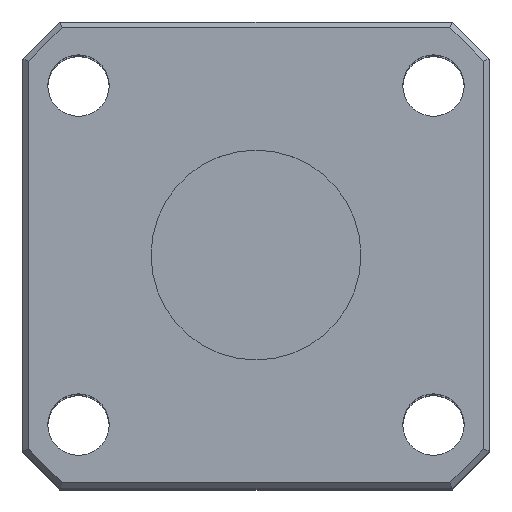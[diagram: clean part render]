
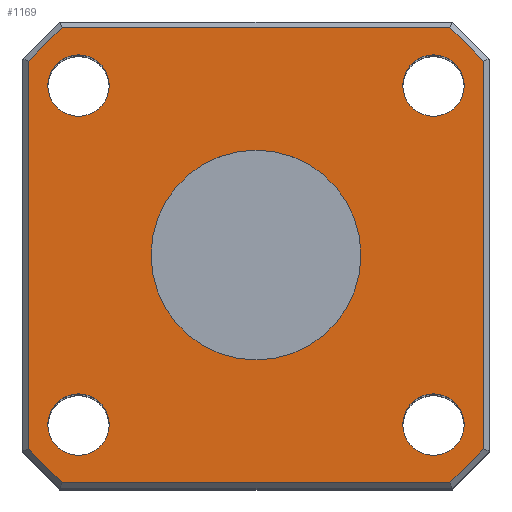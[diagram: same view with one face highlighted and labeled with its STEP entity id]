
A CAD part, top view. The second image highlights one B-rep face of the part: STEP entity #1169.
In plain terms, the highlighted planar face has unit normal (0, 0, 1).
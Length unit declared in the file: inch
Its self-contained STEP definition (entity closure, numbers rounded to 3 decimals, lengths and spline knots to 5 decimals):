
#1 = DIRECTION ( 'NONE',  ( 0.707, 0.707, 0. ) ) ;
#12 = CARTESIAN_POINT ( 'NONE',  ( -0.07414, 0.87, 2. ) ) ;
#22 = CARTESIAN_POINT ( 'NONE',  ( -0.775, 0.76, 2. ) ) ;
#59 = CARTESIAN_POINT ( 'NONE',  ( -0.87, 0.07414, 2. ) ) ;
#80 = EDGE_CURVE ( 'NONE', #1666, #1781, #323, .T. ) ;
#86 = VECTOR ( 'NONE', #1, 39.37008 ) ;
#128 = DIRECTION ( 'NONE',  ( 1., 0., 0. ) ) ;
#132 = DIRECTION ( 'NONE',  ( 1., 0., 0. ) ) ;
#138 = AXIS2_PLACEMENT_3D ( 'NONE', #1043, #1442, #1306 ) ;
#150 = CARTESIAN_POINT ( 'NONE',  ( -0.80586, 0.01, 2. ) ) ;
#189 = EDGE_CURVE ( 'NONE', #1579, #1579, #705, .T. ) ;
#198 = EDGE_CURVE ( 'NONE', #646, #1073, #1738, .T. ) ;
#219 = VECTOR ( 'NONE', #1474, 39.37008 ) ;
#222 = ORIENTED_EDGE ( 'NONE', *, *, #707, .F. ) ;
#233 = CARTESIAN_POINT ( 'NONE',  ( -0.775, 0.12, 2. ) ) ;
#238 = EDGE_CURVE ( 'NONE', #1562, #301, #1281, .T. ) ;
#251 = VERTEX_POINT ( 'NONE', #752 ) ;
#253 = VECTOR ( 'NONE', #1717, 39.37008 ) ;
#269 = VECTOR ( 'NONE', #1691, 39.37008 ) ;
#290 = EDGE_LOOP ( 'NONE', ( #1511 ) ) ;
#301 = VERTEX_POINT ( 'NONE', #995 ) ;
#302 = DIRECTION ( 'NONE',  ( 0., 0., 1. ) ) ;
#323 = LINE ( 'NONE', #1659, #931 ) ;
#365 = CARTESIAN_POINT ( 'NONE',  ( -0.242, 0.44, 2. ) ) ;
#400 = EDGE_CURVE ( 'NONE', #1630, #1152, #1682, .T. ) ;
#404 = CARTESIAN_POINT ( 'NONE',  ( -0.39793, -0.39793, 2. ) ) ;
#410 = DIRECTION ( 'NONE',  ( 1., 0., 0. ) ) ;
#464 = CIRCLE ( 'NONE', #1138, 0.198 ) ;
#470 = FACE_BOUND ( 'NONE', #1095, .T. ) ;
#473 = EDGE_LOOP ( 'NONE', ( #1387, #1611, #682, #628, #783, #1751, #954, #1249 ) ) ;
#480 = EDGE_CURVE ( 'NONE', #868, #868, #464, .T. ) ;
#491 = LINE ( 'NONE', #1392, #86 ) ;
#492 = VERTEX_POINT ( 'NONE', #1745 ) ;
#512 = FACE_BOUND ( 'NONE', #919, .T. ) ;
#521 = EDGE_CURVE ( 'NONE', #301, #646, #491, .T. ) ;
#540 = LINE ( 'NONE', #1439, #253 ) ;
#587 = CARTESIAN_POINT ( 'NONE',  ( -0.87, 0.80586, 2. ) ) ;
#615 = CARTESIAN_POINT ( 'NONE',  ( -0.047, 0.76, 2. ) ) ;
#616 = CARTESIAN_POINT ( 'NONE',  ( -0.01, 0.80586, 2. ) ) ;
#628 = ORIENTED_EDGE ( 'NONE', *, *, #1592, .T. ) ;
#632 = EDGE_LOOP ( 'NONE', ( #222 ) ) ;
#646 = VERTEX_POINT ( 'NONE', #1068 ) ;
#669 = DIRECTION ( 'NONE',  ( 1., 0., 0. ) ) ;
#682 = ORIENTED_EDGE ( 'NONE', *, *, #400, .T. ) ;
#686 = VECTOR ( 'NONE', #132, 39.37008 ) ;
#691 = DIRECTION ( 'NONE',  ( -0.707, -0.707, 0. ) ) ;
#693 = CARTESIAN_POINT ( 'NONE',  ( -0.07, 0.01, 2. ) ) ;
#705 = CIRCLE ( 'NONE', #1762, 0.058 ) ;
#707 = EDGE_CURVE ( 'NONE', #251, #251, #1668, .T. ) ;
#752 = CARTESIAN_POINT ( 'NONE',  ( -0.717, 0.12, 2. ) ) ;
#773 = DIRECTION ( 'NONE',  ( 0., 0., 1. ) ) ;
#783 = ORIENTED_EDGE ( 'NONE', *, *, #80, .T. ) ;
#788 = LINE ( 'NONE', #1534, #1223 ) ;
#798 = DIRECTION ( 'NONE',  ( 0., -1., 0. ) ) ;
#831 = DIRECTION ( 'NONE',  ( 1., 0., 0. ) ) ;
#854 = EDGE_CURVE ( 'NONE', #492, #492, #1384, .T. ) ;
#868 = VERTEX_POINT ( 'NONE', #365 ) ;
#908 = EDGE_CURVE ( 'NONE', #1781, #1562, #1218, .T. ) ;
#919 = EDGE_LOOP ( 'NONE', ( #1415 ) ) ;
#931 = VECTOR ( 'NONE', #798, 39.37008 ) ;
#954 = ORIENTED_EDGE ( 'NONE', *, *, #238, .T. ) ;
#958 = FACE_BOUND ( 'NONE', #290, .T. ) ;
#987 = DIRECTION ( 'NONE',  ( 0., 0., 1. ) ) ;
#995 = CARTESIAN_POINT ( 'NONE',  ( -0.07414, 0.01, 2. ) ) ;
#999 = VECTOR ( 'NONE', #1101, 39.37008 ) ;
#1043 = CARTESIAN_POINT ( 'NONE',  ( 0., 0., 2. ) ) ;
#1061 = DIRECTION ( 'NONE',  ( 1., 0., 0. ) ) ;
#1068 = CARTESIAN_POINT ( 'NONE',  ( -0.01, 0.07414, 2. ) ) ;
#1073 = VERTEX_POINT ( 'NONE', #616 ) ;
#1078 = CIRCLE ( 'NONE', #1722, 0.058 ) ;
#1095 = EDGE_LOOP ( 'NONE', ( #1473 ) ) ;
#1097 = VERTEX_POINT ( 'NONE', #1471 ) ;
#1101 = DIRECTION ( 'NONE',  ( 0., 1., 0. ) ) ;
#1102 = DIRECTION ( 'NONE',  ( 0., 0., 1. ) ) ;
#1138 = AXIS2_PLACEMENT_3D ( 'NONE', #1550, #1102, #410 ) ;
#1152 = VERTEX_POINT ( 'NONE', #1331 ) ;
#1162 = PLANE ( 'NONE',  #138 ) ;
#1169 = ADVANCED_FACE ( 'NONE', ( #958, #1238, #1340, #1538, #512, #470 ), #1162, .T. ) ;
#1218 = LINE ( 'NONE', #404, #269 ) ;
#1223 = VECTOR ( 'NONE', #691, 39.37008 ) ;
#1238 = FACE_OUTER_BOUND ( 'NONE', #473, .T. ) ;
#1249 = ORIENTED_EDGE ( 'NONE', *, *, #521, .T. ) ;
#1256 = CARTESIAN_POINT ( 'NONE',  ( -0.105, 0.76, 2. ) ) ;
#1262 = CARTESIAN_POINT ( 'NONE',  ( -0.105, 0.12, 2. ) ) ;
#1281 = LINE ( 'NONE', #693, #686 ) ;
#1306 = DIRECTION ( 'NONE',  ( 1., 0., 0. ) ) ;
#1330 = CARTESIAN_POINT ( 'NONE',  ( -0.81, 0.87, 2. ) ) ;
#1331 = CARTESIAN_POINT ( 'NONE',  ( -0.80586, 0.87, 2. ) ) ;
#1340 = FACE_BOUND ( 'NONE', #632, .T. ) ;
#1366 = ORIENTED_EDGE ( 'NONE', *, *, #1546, .F. ) ;
#1384 = CIRCLE ( 'NONE', #1709, 0.058 ) ;
#1387 = ORIENTED_EDGE ( 'NONE', *, *, #198, .T. ) ;
#1392 = CARTESIAN_POINT ( 'NONE',  ( -0.04207, 0.04207, 2. ) ) ;
#1395 = DIRECTION ( 'NONE',  ( 0., 0., 1. ) ) ;
#1415 = ORIENTED_EDGE ( 'NONE', *, *, #189, .F. ) ;
#1439 = CARTESIAN_POINT ( 'NONE',  ( 0.39793, 0.39793, 2. ) ) ;
#1442 = DIRECTION ( 'NONE',  ( 0., 0., 1. ) ) ;
#1471 = CARTESIAN_POINT ( 'NONE',  ( -0.717, 0.76, 2. ) ) ;
#1473 = ORIENTED_EDGE ( 'NONE', *, *, #854, .F. ) ;
#1474 = DIRECTION ( 'NONE',  ( -1., 0., 0. ) ) ;
#1511 = ORIENTED_EDGE ( 'NONE', *, *, #480, .F. ) ;
#1534 = CARTESIAN_POINT ( 'NONE',  ( -0.83793, 0.83793, 2. ) ) ;
#1538 = FACE_BOUND ( 'NONE', #1754, .T. ) ;
#1544 = CARTESIAN_POINT ( 'NONE',  ( -0.01, 0.81, 2. ) ) ;
#1546 = EDGE_CURVE ( 'NONE', #1097, #1097, #1078, .T. ) ;
#1550 = CARTESIAN_POINT ( 'NONE',  ( -0.44, 0.44, 2. ) ) ;
#1562 = VERTEX_POINT ( 'NONE', #150 ) ;
#1579 = VERTEX_POINT ( 'NONE', #615 ) ;
#1592 = EDGE_CURVE ( 'NONE', #1152, #1666, #788, .T. ) ;
#1611 = ORIENTED_EDGE ( 'NONE', *, *, #1644, .T. ) ;
#1630 = VERTEX_POINT ( 'NONE', #12 ) ;
#1644 = EDGE_CURVE ( 'NONE', #1073, #1630, #540, .T. ) ;
#1659 = CARTESIAN_POINT ( 'NONE',  ( -0.87, 0.07, 2. ) ) ;
#1666 = VERTEX_POINT ( 'NONE', #587 ) ;
#1668 = CIRCLE ( 'NONE', #1793, 0.058 ) ;
#1682 = LINE ( 'NONE', #1330, #219 ) ;
#1691 = DIRECTION ( 'NONE',  ( 0.707, -0.707, 0. ) ) ;
#1709 = AXIS2_PLACEMENT_3D ( 'NONE', #1262, #302, #669 ) ;
#1717 = DIRECTION ( 'NONE',  ( -0.707, 0.707, 0. ) ) ;
#1722 = AXIS2_PLACEMENT_3D ( 'NONE', #22, #987, #831 ) ;
#1738 = LINE ( 'NONE', #1544, #999 ) ;
#1745 = CARTESIAN_POINT ( 'NONE',  ( -0.047, 0.12, 2. ) ) ;
#1751 = ORIENTED_EDGE ( 'NONE', *, *, #908, .T. ) ;
#1754 = EDGE_LOOP ( 'NONE', ( #1366 ) ) ;
#1762 = AXIS2_PLACEMENT_3D ( 'NONE', #1256, #1395, #128 ) ;
#1781 = VERTEX_POINT ( 'NONE', #59 ) ;
#1793 = AXIS2_PLACEMENT_3D ( 'NONE', #233, #773, #1061 ) ;
